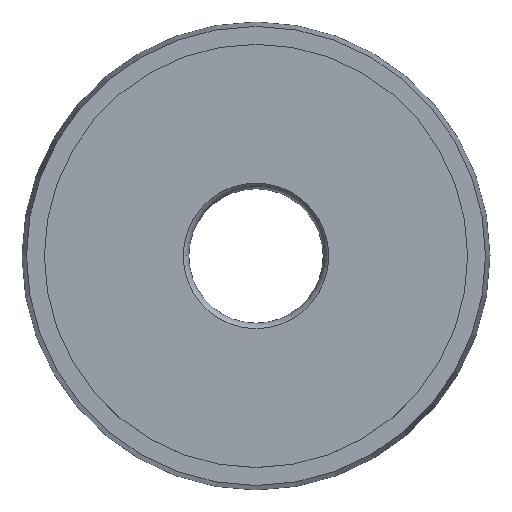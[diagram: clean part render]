
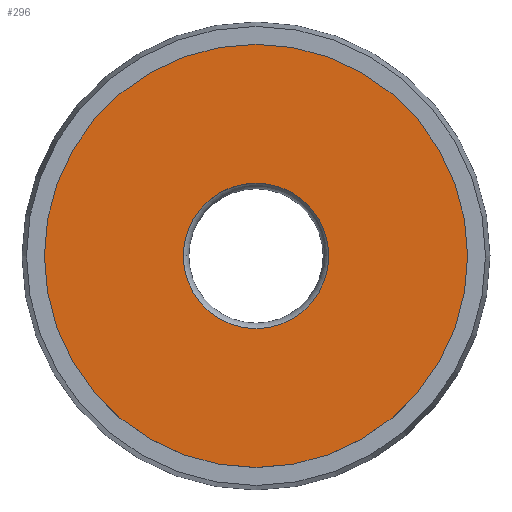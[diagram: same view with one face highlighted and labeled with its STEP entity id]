
A CAD part, top view. The second image highlights one B-rep face of the part: STEP entity #296.
In plain terms, the highlighted planar face has unit normal (0, 0, 1).
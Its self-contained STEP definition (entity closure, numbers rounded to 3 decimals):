
#8 = DIRECTION ( 'NONE',  ( 0., 0., 1. ) ) ;
#13 = CARTESIAN_POINT ( 'NONE',  ( 0., 0., 0. ) ) ;
#22 = EDGE_LOOP ( 'NONE', ( #92, #504 ) ) ;
#28 = PLANE ( 'NONE',  #297 ) ;
#31 = DIRECTION ( 'NONE',  ( 0., 0., 1. ) ) ;
#45 = EDGE_CURVE ( 'NONE', #394, #544, #571, .T. ) ;
#47 = AXIS2_PLACEMENT_3D ( 'NONE', #202, #8, #355 ) ;
#63 = CARTESIAN_POINT ( 'NONE',  ( 9.45, 0., 0. ) ) ;
#86 = ORIENTED_EDGE ( 'NONE', *, *, #566, .T. ) ;
#92 = ORIENTED_EDGE ( 'NONE', *, *, #135, .F. ) ;
#116 = EDGE_CURVE ( 'NONE', #572, #579, #248, .T. ) ;
#122 = DIRECTION ( 'NONE',  ( -1., 0., 0. ) ) ;
#129 = CARTESIAN_POINT ( 'NONE',  ( 0., 0., 0. ) ) ;
#133 = DIRECTION ( 'NONE',  ( 1., 0., 0. ) ) ;
#135 = EDGE_CURVE ( 'NONE', #579, #572, #265, .T. ) ;
#175 = CARTESIAN_POINT ( 'NONE',  ( -9.45, 0., 0. ) ) ;
#202 = CARTESIAN_POINT ( 'NONE',  ( 0., 0., 0. ) ) ;
#211 = DIRECTION ( 'NONE',  ( 1., 0., 0. ) ) ;
#248 = CIRCLE ( 'NONE', #603, 3.25 ) ;
#263 = DIRECTION ( 'NONE',  ( 0., 0., -1. ) ) ;
#265 = CIRCLE ( 'NONE', #534, 3.25 ) ;
#285 = ORIENTED_EDGE ( 'NONE', *, *, #45, .T. ) ;
#296 = ADVANCED_FACE ( 'NONE', ( #354, #435 ), #28, .F. ) ;
#297 = AXIS2_PLACEMENT_3D ( 'NONE', #129, #263, #122 ) ;
#309 = CIRCLE ( 'NONE', #47, 9.45 ) ;
#314 = DIRECTION ( 'NONE',  ( 0., 0., 1. ) ) ;
#354 = FACE_BOUND ( 'NONE', #22, .T. ) ;
#355 = DIRECTION ( 'NONE',  ( 1., 0., 0. ) ) ;
#394 = VERTEX_POINT ( 'NONE', #63 ) ;
#435 = FACE_OUTER_BOUND ( 'NONE', #518, .T. ) ;
#458 = CARTESIAN_POINT ( 'NONE',  ( 0., 0., 0. ) ) ;
#474 = CARTESIAN_POINT ( 'NONE',  ( 0., 0., 0. ) ) ;
#492 = CARTESIAN_POINT ( 'NONE',  ( 3.25, 0., 0. ) ) ;
#504 = ORIENTED_EDGE ( 'NONE', *, *, #116, .F. ) ;
#518 = EDGE_LOOP ( 'NONE', ( #285, #86 ) ) ;
#534 = AXIS2_PLACEMENT_3D ( 'NONE', #13, #597, #595 ) ;
#544 = VERTEX_POINT ( 'NONE', #175 ) ;
#547 = CARTESIAN_POINT ( 'NONE',  ( -3.25, 0., 0. ) ) ;
#566 = EDGE_CURVE ( 'NONE', #544, #394, #309, .T. ) ;
#571 = CIRCLE ( 'NONE', #581, 9.45 ) ;
#572 = VERTEX_POINT ( 'NONE', #547 ) ;
#579 = VERTEX_POINT ( 'NONE', #492 ) ;
#581 = AXIS2_PLACEMENT_3D ( 'NONE', #458, #314, #211 ) ;
#595 = DIRECTION ( 'NONE',  ( 1., 0., 0. ) ) ;
#597 = DIRECTION ( 'NONE',  ( 0., 0., 1. ) ) ;
#603 = AXIS2_PLACEMENT_3D ( 'NONE', #474, #31, #133 ) ;
